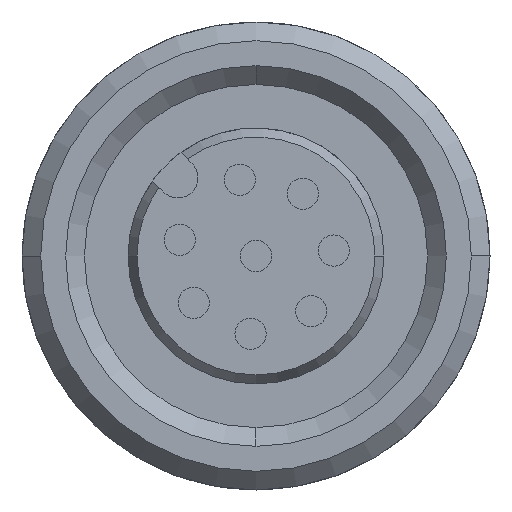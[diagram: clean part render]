
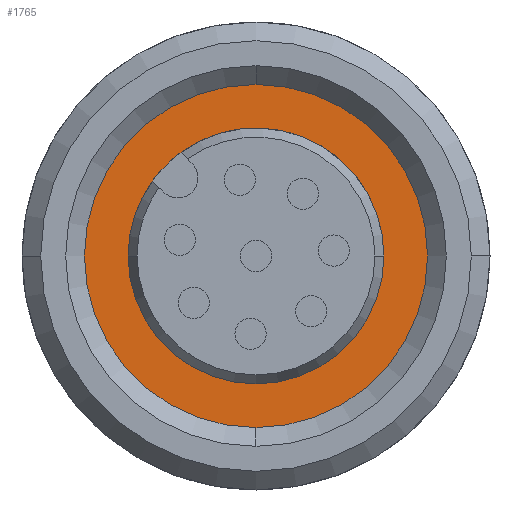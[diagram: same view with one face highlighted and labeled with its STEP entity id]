
A CAD part, left-side view. The second image highlights one B-rep face of the part: STEP entity #1765.
In plain terms, the highlighted planar face has unit normal (-1, 0, 0).
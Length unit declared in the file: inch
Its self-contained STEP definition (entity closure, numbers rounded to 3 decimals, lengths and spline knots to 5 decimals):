
#83 = DIRECTION ( 'NONE',  ( 0., -1., 0. ) ) ;
#187 = CARTESIAN_POINT ( 'NONE',  ( -0.20472, 0.21654, 0. ) ) ;
#228 = CARTESIAN_POINT ( 'NONE',  ( -0.20472, -0.16142, 0. ) ) ;
#262 = FACE_OUTER_BOUND ( 'NONE', #2104, .T. ) ;
#491 = AXIS2_PLACEMENT_3D ( 'NONE', #3598, #1834, #83 ) ;
#567 = CARTESIAN_POINT ( 'NONE',  ( -0.20472, 0., 0. ) ) ;
#645 = VERTEX_POINT ( 'NONE', #1860 ) ;
#770 = CARTESIAN_POINT ( 'NONE',  ( -0.20472, 0.16142, 0. ) ) ;
#864 = DIRECTION ( 'NONE',  ( 0., -1., 0. ) ) ;
#942 = CARTESIAN_POINT ( 'NONE',  ( -0.20472, 0., -0.18898 ) ) ;
#1101 = EDGE_CURVE ( 'NONE', #1213, #645, #1327, .T. ) ;
#1138 = AXIS2_PLACEMENT_3D ( 'NONE', #2914, #1167, #3217 ) ;
#1167 = DIRECTION ( 'NONE',  ( -1., 0., 0. ) ) ;
#1213 = VERTEX_POINT ( 'NONE', #187 ) ;
#1290 = ORIENTED_EDGE ( 'NONE', *, *, #1921, .T. ) ;
#1327 = CIRCLE ( 'NONE', #491, 0.21654 ) ;
#1457 = CARTESIAN_POINT ( 'NONE',  ( -0.20472, 0., 0. ) ) ;
#1529 = DIRECTION ( 'NONE',  ( -1., 0., 0. ) ) ;
#1646 = ORIENTED_EDGE ( 'NONE', *, *, #3411, .T. ) ;
#1661 = AXIS2_PLACEMENT_3D ( 'NONE', #567, #2611, #864 ) ;
#1667 = AXIS2_PLACEMENT_3D ( 'NONE', #1457, #3499, #1740 ) ;
#1740 = DIRECTION ( 'NONE',  ( 0., -1., 0. ) ) ;
#1765 = ADVANCED_FACE ( 'NONE', ( #3299, #262 ), #2092, .T. ) ;
#1834 = DIRECTION ( 'NONE',  ( -1., 0., 0. ) ) ;
#1860 = CARTESIAN_POINT ( 'NONE',  ( -0.20472, -0.21654, 0. ) ) ;
#1872 = VERTEX_POINT ( 'NONE', #770 ) ;
#1921 = EDGE_CURVE ( 'NONE', #1872, #2221, #2552, .T. ) ;
#2092 = PLANE ( 'NONE',  #2128 ) ;
#2104 = EDGE_LOOP ( 'NONE', ( #3053, #2666 ) ) ;
#2128 = AXIS2_PLACEMENT_3D ( 'NONE', #942, #1529, #3583 ) ;
#2132 = CIRCLE ( 'NONE', #1138, 0.21654 ) ;
#2221 = VERTEX_POINT ( 'NONE', #228 ) ;
#2339 = EDGE_CURVE ( 'NONE', #645, #1213, #2132, .T. ) ;
#2552 = CIRCLE ( 'NONE', #1661, 0.16142 ) ;
#2611 = DIRECTION ( 'NONE',  ( 1., 0., 0. ) ) ;
#2623 = CIRCLE ( 'NONE', #1667, 0.16142 ) ;
#2666 = ORIENTED_EDGE ( 'NONE', *, *, #1101, .T. ) ;
#2914 = CARTESIAN_POINT ( 'NONE',  ( -0.20472, 0., 0. ) ) ;
#3053 = ORIENTED_EDGE ( 'NONE', *, *, #2339, .T. ) ;
#3217 = DIRECTION ( 'NONE',  ( 0., -1., 0. ) ) ;
#3299 = FACE_BOUND ( 'NONE', #3690, .T. ) ;
#3411 = EDGE_CURVE ( 'NONE', #2221, #1872, #2623, .T. ) ;
#3499 = DIRECTION ( 'NONE',  ( 1., 0., 0. ) ) ;
#3583 = DIRECTION ( 'NONE',  ( 0., 0., 1. ) ) ;
#3598 = CARTESIAN_POINT ( 'NONE',  ( -0.20472, 0., 0. ) ) ;
#3690 = EDGE_LOOP ( 'NONE', ( #1646, #1290 ) ) ;
